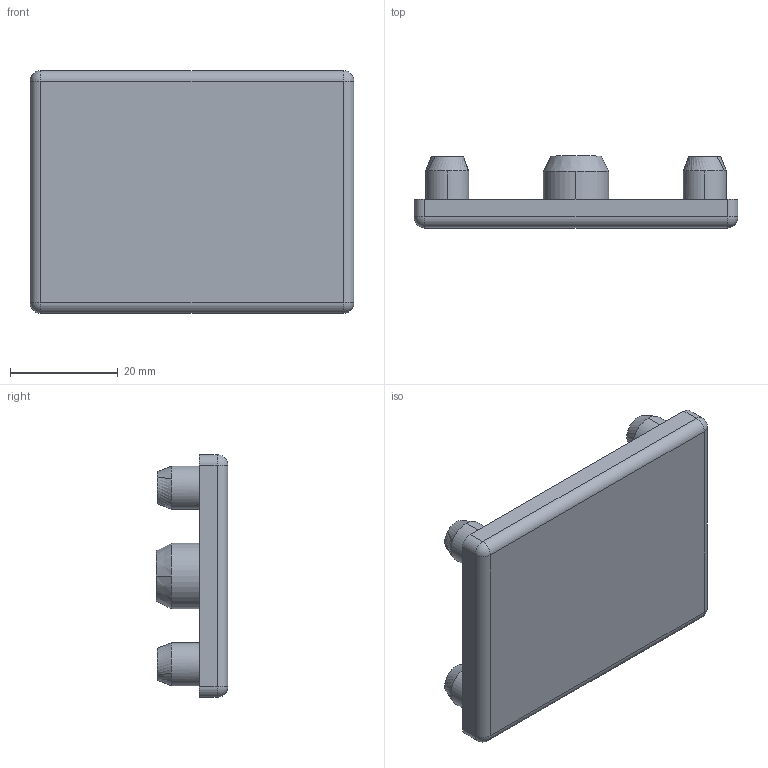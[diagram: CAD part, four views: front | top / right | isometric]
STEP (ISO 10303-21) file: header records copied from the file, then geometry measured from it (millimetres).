
FILE_DESCRIPTION (( 'STEP AP214' ), '1' );
FILE_NAME ('T42 Çàãëóøêà òîðöåâàÿ 45õ60.STEP', '2019-05-30T08:37:18', ( 'Ïîëüçîâàòåëü Windows' ), ( '' ), 'SwSTEP 2.0', 'SolidWorks 2018', '' );
FILE_SCHEMA (( 'AUTOMOTIVE_DESIGN' ));
Length unit declared in the file: millimetre
Products named in the file (1): T42 Çàãëóøêà òîðöåâàÿ 45õ60
Bounding box: 60 x 13.3 x 45 mm (x, y, z)
Volume: 8264.4 mm3; surface area: 9668.3 mm2
Topology: 5 solids, 5 shells, 75 faces, 166 edges, 104 vertices
Faces by surface type: cylinder 36, plane 25, bspline 8, sphere 4, cone 2
Entity records: 2222 total; most frequent: CARTESIAN_POINT 454, DIRECTION 382, ORIENTED_EDGE 324, EDGE_CURVE 162, AXIS2_PLACEMENT_3D 160, VERTEX_POINT 104, CIRCLE 92, EDGE_LOOP 90
